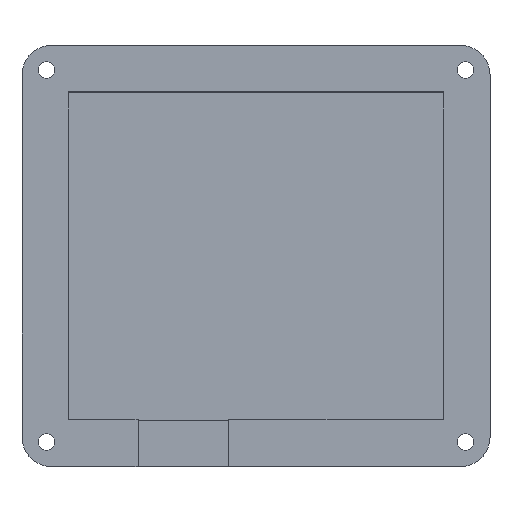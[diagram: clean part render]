
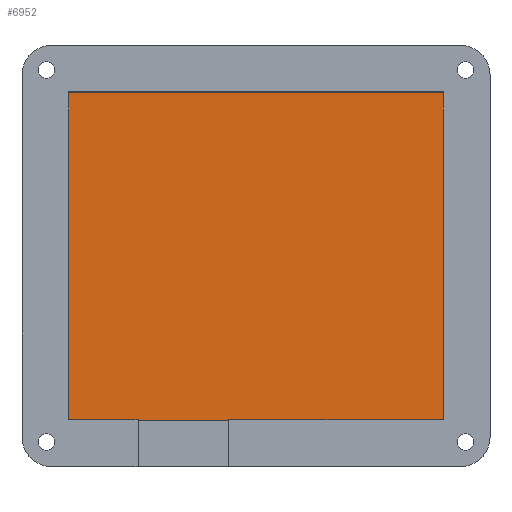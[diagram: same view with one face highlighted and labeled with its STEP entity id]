
A CAD part, top view. The second image highlights one B-rep face of the part: STEP entity #6952.
In plain terms, the highlighted planar face has unit normal (0, 0, 1).
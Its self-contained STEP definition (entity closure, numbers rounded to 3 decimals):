
#214=PLANE('',#7129);
#580=FACE_OUTER_BOUND('',#985,.T.);
#985=EDGE_LOOP('',(#6304,#6305,#6306,#6307));
#1539=LINE('',#13968,#2094);
#1549=LINE('',#13988,#2104);
#1550=LINE('',#13989,#2105);
#1551=LINE('',#13990,#2106);
#2094=VECTOR('',#7966,10.);
#2104=VECTOR('',#7992,10.);
#2105=VECTOR('',#7993,10.);
#2106=VECTOR('',#7994,10.);
#3251=VERTEX_POINT('',#13965);
#3252=VERTEX_POINT('',#13967);
#3253=VERTEX_POINT('',#13986);
#3254=VERTEX_POINT('',#13987);
#4267=EDGE_CURVE('',#3251,#3252,#1539,.T.);
#4277=EDGE_CURVE('',#3253,#3254,#1549,.T.);
#4278=EDGE_CURVE('',#3252,#3253,#1550,.T.);
#4279=EDGE_CURVE('',#3254,#3251,#1551,.T.);
#6304=ORIENTED_EDGE('',*,*,#4277,.F.);
#6305=ORIENTED_EDGE('',*,*,#4278,.F.);
#6306=ORIENTED_EDGE('',*,*,#4267,.F.);
#6307=ORIENTED_EDGE('',*,*,#4279,.F.);
#6952=ADVANCED_FACE('',(#580),#214,.T.);
#7129=AXIS2_PLACEMENT_3D('',#13985,#7990,#7991);
#7966=DIRECTION('',(-1.,0.,0.));
#7990=DIRECTION('center_axis',(0.,0.,1.));
#7991=DIRECTION('ref_axis',(1.,0.,0.));
#7992=DIRECTION('',(1.,0.,0.));
#7993=DIRECTION('',(0.,1.,0.));
#7994=DIRECTION('',(0.,-1.,0.));
#13965=CARTESIAN_POINT('',(0.,0.,3.));
#13967=CARTESIAN_POINT('',(-76.6,0.,3.));
#13968=CARTESIAN_POINT('',(-19.15,0.,3.));
#13985=CARTESIAN_POINT('Origin',(-38.3,33.5,3.));
#13986=CARTESIAN_POINT('',(-76.6,67.,3.));
#13987=CARTESIAN_POINT('',(0.,67.,3.));
#13988=CARTESIAN_POINT('',(-57.45,67.,3.));
#13989=CARTESIAN_POINT('',(-76.6,16.75,3.));
#13990=CARTESIAN_POINT('',(0.,50.25,3.));
